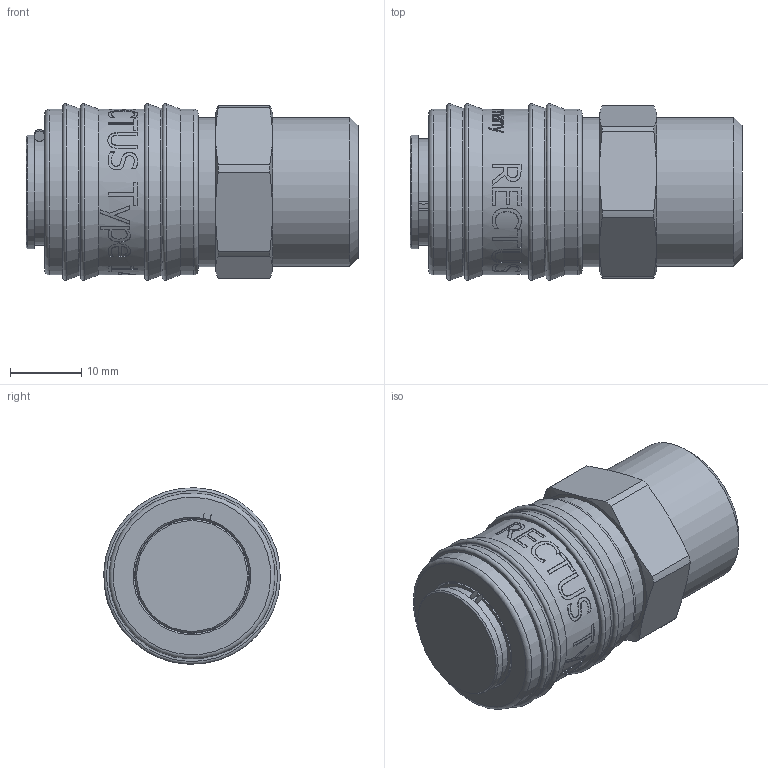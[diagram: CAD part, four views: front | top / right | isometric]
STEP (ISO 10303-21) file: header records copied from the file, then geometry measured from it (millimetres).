
FILE_DESCRIPTION((''),'2;1');
FILE_NAME('14kaaw21mpn.stp','2015-03-03T14:20:02',('IA176480'),(''),'Autodesk Inventor 2013','Autodesk Inventor 2013','');
FILE_SCHEMA(('AUTOMOTIVE_DESIGN { 1 0 10303 214 1 1 1 1 }'));
Length unit declared in the file: millimetre
Products named in the file (1): D113527
Bounding box: 46.6 x 24.77 x 24.77 mm (x, y, z)
Volume: 16121.4 mm3; surface area: 7861.1 mm2
Topology: 3 solids, 4 shells, 493 faces, 1305 edges, 861 vertices
Faces by surface type: plane 210, bspline 196, cylinder 56, cone 21, torus 10
Full cylindrical faces by diameter (mm): 14.95 x1, 15.95 x2, 16.1 x1, 16.65 x1, 17.153 x1, 18 x1, 20.955 x1, 21 x1, 21.1 x1, 23.299 x2, 23.3 x1
Entity records: 65788 total; most frequent: CARTESIAN_POINT 54776, ORIENTED_EDGE 2532, DIRECTION 1459, EDGE_CURVE 1266, VERTEX_POINT 854, EDGE_LOOP 572, B_SPLINE_CURVE_WITH_KNOTS 562, VECTOR 497
